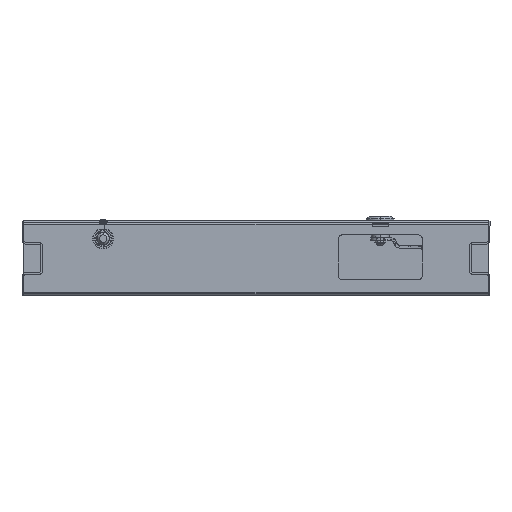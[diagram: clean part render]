
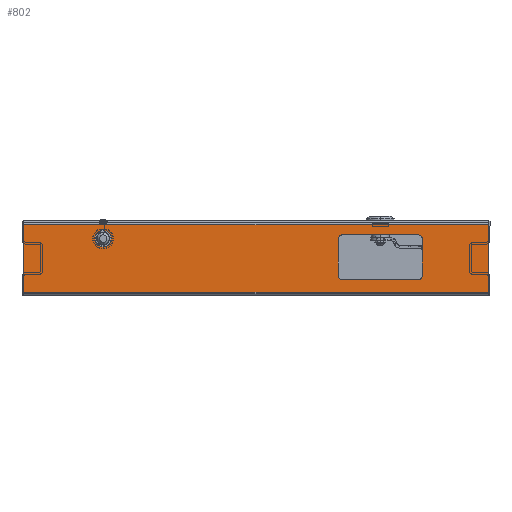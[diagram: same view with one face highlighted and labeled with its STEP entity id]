
A CAD part, front view. The second image highlights one B-rep face of the part: STEP entity #802.
In plain terms, the highlighted planar face has unit normal (0, -1, 0).
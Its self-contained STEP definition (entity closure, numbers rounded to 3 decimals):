
#513 = DIRECTION ( 'NONE',  ( 1., 0., 0. ) ) ;
#580 = AXIS2_PLACEMENT_3D ( 'NONE', #59985, #27885, #18109 ) ;
#802 = ADVANCED_FACE ( 'NONE', ( #1479, #28058, #25587 ), #64444, .T. ) ;
#942 = VERTEX_POINT ( 'NONE', #44185 ) ;
#1154 = DIRECTION ( 'NONE',  ( 1., 0., 0. ) ) ;
#1419 = CARTESIAN_POINT ( 'NONE',  ( 40., 0., -495. ) ) ;
#1479 = FACE_BOUND ( 'NONE', #26173, .T. ) ;
#1839 = LINE ( 'NONE', #59283, #56719 ) ;
#2166 = DIRECTION ( 'NONE',  ( 1., 0., 0. ) ) ;
#3405 = LINE ( 'NONE', #48311, #31654 ) ;
#3455 = DIRECTION ( 'NONE',  ( 0., -1., 0. ) ) ;
#4541 = EDGE_CURVE ( 'NONE', #42672, #10455, #35128, .T. ) ;
#5615 = CARTESIAN_POINT ( 'NONE',  ( 12., 0., -84.5 ) ) ;
#6750 = ORIENTED_EDGE ( 'NONE', *, *, #27725, .F. ) ;
#6907 = EDGE_CURVE ( 'NONE', #29973, #13314, #30594, .T. ) ;
#6939 = AXIS2_PLACEMENT_3D ( 'NONE', #7946, #17503, #2166 ) ;
#7065 = EDGE_CURVE ( 'NONE', #43881, #50844, #49666, .T. ) ;
#7083 = EDGE_CURVE ( 'NONE', #942, #53733, #35535, .T. ) ;
#7112 = CARTESIAN_POINT ( 'NONE',  ( -18., 0., -335. ) ) ;
#7946 = CARTESIAN_POINT ( 'NONE',  ( 21., 0., -84.5 ) ) ;
#8057 = DIRECTION ( 'NONE',  ( 1., 0., 0. ) ) ;
#8847 = CARTESIAN_POINT ( 'NONE',  ( -23., 0., -420. ) ) ;
#10149 = CIRCLE ( 'NONE', #56976, 5. ) ;
#10455 = VERTEX_POINT ( 'NONE', #39388 ) ;
#10463 = DIRECTION ( 'NONE',  ( 1., 0., 0. ) ) ;
#11878 = CARTESIAN_POINT ( 'NONE',  ( -23., 0., -340. ) ) ;
#13314 = VERTEX_POINT ( 'NONE', #8847 ) ;
#15763 = DIRECTION ( 'NONE',  ( 1., 0., 0. ) ) ;
#16273 = DIRECTION ( 'NONE',  ( 0., 0., 1. ) ) ;
#17039 = ORIENTED_EDGE ( 'NONE', *, *, #53445, .F. ) ;
#17088 = VECTOR ( 'NONE', #51316, 1000. ) ;
#17137 = ORIENTED_EDGE ( 'NONE', *, *, #39748, .F. ) ;
#17503 = DIRECTION ( 'NONE',  ( 0., -1., 0. ) ) ;
#17937 = ORIENTED_EDGE ( 'NONE', *, *, #36677, .F. ) ;
#18109 = DIRECTION ( 'NONE',  ( -1., 0., 0. ) ) ;
#18512 = CARTESIAN_POINT ( 'NONE',  ( 21., 0., -84.5 ) ) ;
#19212 = DIRECTION ( 'NONE',  ( 1., 0., 0. ) ) ;
#19726 = CARTESIAN_POINT ( 'NONE',  ( -36., 0., -495. ) ) ;
#20150 = AXIS2_PLACEMENT_3D ( 'NONE', #1419, #38134, #513 ) ;
#21110 = ORIENTED_EDGE ( 'NONE', *, *, #67218, .F. ) ;
#21618 = AXIS2_PLACEMENT_3D ( 'NONE', #18512, #3455, #8057 ) ;
#21652 = CIRCLE ( 'NONE', #21618, 9. ) ;
#23108 = VERTEX_POINT ( 'NONE', #19726 ) ;
#23207 = EDGE_CURVE ( 'NONE', #29450, #50844, #3405, .T. ) ;
#24860 = DIRECTION ( 'NONE',  ( 1., 0., 0. ) ) ;
#25586 = ORIENTED_EDGE ( 'NONE', *, *, #23207, .F. ) ;
#25587 = FACE_OUTER_BOUND ( 'NONE', #26020, .T. ) ;
#25656 = VERTEX_POINT ( 'NONE', #5615 ) ;
#26020 = EDGE_LOOP ( 'NONE', ( #25586, #53676, #56718, #43936 ) ) ;
#26173 = EDGE_LOOP ( 'NONE', ( #21110, #33153 ) ) ;
#27725 = EDGE_CURVE ( 'NONE', #13314, #942, #37860, .T. ) ;
#27885 = DIRECTION ( 'NONE',  ( 0., -1., 0. ) ) ;
#28058 = FACE_BOUND ( 'NONE', #30388, .T. ) ;
#29450 = VERTEX_POINT ( 'NONE', #60081 ) ;
#29973 = VERTEX_POINT ( 'NONE', #11878 ) ;
#30388 = EDGE_LOOP ( 'NONE', ( #6750, #59268, #17137, #17937, #60513, #61263, #17039, #41937 ) ) ;
#30594 = LINE ( 'NONE', #44959, #33927 ) ;
#30702 = EDGE_CURVE ( 'NONE', #25656, #35276, #21652, .T. ) ;
#31458 = LINE ( 'NONE', #7112, #52282 ) ;
#31654 = VECTOR ( 'NONE', #15763, 1000. ) ;
#32012 = EDGE_CURVE ( 'NONE', #23108, #29450, #45389, .T. ) ;
#32401 = CARTESIAN_POINT ( 'NONE',  ( 36., 0., -495. ) ) ;
#33153 = ORIENTED_EDGE ( 'NONE', *, *, #30702, .F. ) ;
#33169 = CARTESIAN_POINT ( 'NONE',  ( 40., 0., -495. ) ) ;
#33793 = DIRECTION ( 'NONE',  ( 0., 0., -1. ) ) ;
#33927 = VECTOR ( 'NONE', #33793, 1000. ) ;
#34930 = CARTESIAN_POINT ( 'NONE',  ( -18., 0., -425. ) ) ;
#35128 = CIRCLE ( 'NONE', #63553, 5. ) ;
#35276 = VERTEX_POINT ( 'NONE', #59548 ) ;
#35535 = LINE ( 'NONE', #34930, #58040 ) ;
#36229 = VECTOR ( 'NONE', #19212, 1000. ) ;
#36677 = EDGE_CURVE ( 'NONE', #10455, #44953, #31458, .T. ) ;
#37860 = CIRCLE ( 'NONE', #580, 5. ) ;
#38134 = DIRECTION ( 'NONE',  ( 0., -1., 0. ) ) ;
#39388 = CARTESIAN_POINT ( 'NONE',  ( 20., 0., -335. ) ) ;
#39748 = EDGE_CURVE ( 'NONE', #44953, #29973, #63827, .T. ) ;
#40683 = CARTESIAN_POINT ( 'NONE',  ( 20., 0., -340. ) ) ;
#40752 = CARTESIAN_POINT ( 'NONE',  ( 36., 0., -495. ) ) ;
#41937 = ORIENTED_EDGE ( 'NONE', *, *, #7083, .F. ) ;
#42217 = VECTOR ( 'NONE', #61478, 1000. ) ;
#42672 = VERTEX_POINT ( 'NONE', #62822 ) ;
#43881 = VERTEX_POINT ( 'NONE', #32401 ) ;
#43936 = ORIENTED_EDGE ( 'NONE', *, *, #7065, .T. ) ;
#44185 = CARTESIAN_POINT ( 'NONE',  ( -18., 0., -425. ) ) ;
#44574 = LINE ( 'NONE', #33169, #36229 ) ;
#44953 = VERTEX_POINT ( 'NONE', #51572 ) ;
#44959 = CARTESIAN_POINT ( 'NONE',  ( -23., 0., -420. ) ) ;
#45298 = CIRCLE ( 'NONE', #6939, 9. ) ;
#45389 = LINE ( 'NONE', #45985, #17088 ) ;
#45985 = CARTESIAN_POINT ( 'NONE',  ( -36., 0., -495. ) ) ;
#46032 = DIRECTION ( 'NONE',  ( 0., -1., 0. ) ) ;
#48311 = CARTESIAN_POINT ( 'NONE',  ( 40., 0., 0. ) ) ;
#49259 = DIRECTION ( 'NONE',  ( 0., -1., 0. ) ) ;
#49666 = LINE ( 'NONE', #40752, #42217 ) ;
#50538 = DIRECTION ( 'NONE',  ( -1., 0., 0. ) ) ;
#50844 = VERTEX_POINT ( 'NONE', #61144 ) ;
#51316 = DIRECTION ( 'NONE',  ( 0., 0., 1. ) ) ;
#51492 = EDGE_CURVE ( 'NONE', #23108, #43881, #44574, .T. ) ;
#51572 = CARTESIAN_POINT ( 'NONE',  ( -18., 0., -335. ) ) ;
#52282 = VECTOR ( 'NONE', #50538, 1000. ) ;
#53445 = EDGE_CURVE ( 'NONE', #53733, #60943, #10149, .T. ) ;
#53660 = EDGE_CURVE ( 'NONE', #60943, #42672, #1839, .T. ) ;
#53676 = ORIENTED_EDGE ( 'NONE', *, *, #32012, .F. ) ;
#53733 = VERTEX_POINT ( 'NONE', #60667 ) ;
#56089 = DIRECTION ( 'NONE',  ( 1., 0., 0. ) ) ;
#56718 = ORIENTED_EDGE ( 'NONE', *, *, #51492, .T. ) ;
#56719 = VECTOR ( 'NONE', #16273, 1000. ) ;
#56976 = AXIS2_PLACEMENT_3D ( 'NONE', #57196, #67941, #10463 ) ;
#57196 = CARTESIAN_POINT ( 'NONE',  ( 20., 0., -420. ) ) ;
#58040 = VECTOR ( 'NONE', #56089, 1000. ) ;
#59268 = ORIENTED_EDGE ( 'NONE', *, *, #6907, .F. ) ;
#59283 = CARTESIAN_POINT ( 'NONE',  ( 25., 0., -420. ) ) ;
#59485 = CARTESIAN_POINT ( 'NONE',  ( -18., 0., -340. ) ) ;
#59548 = CARTESIAN_POINT ( 'NONE',  ( 30., 0., -84.5 ) ) ;
#59985 = CARTESIAN_POINT ( 'NONE',  ( -18., 0., -420. ) ) ;
#60081 = CARTESIAN_POINT ( 'NONE',  ( -36., 0., 0. ) ) ;
#60513 = ORIENTED_EDGE ( 'NONE', *, *, #4541, .F. ) ;
#60667 = CARTESIAN_POINT ( 'NONE',  ( 20., 0., -425. ) ) ;
#60943 = VERTEX_POINT ( 'NONE', #61432 ) ;
#61144 = CARTESIAN_POINT ( 'NONE',  ( 36., 0., 0. ) ) ;
#61263 = ORIENTED_EDGE ( 'NONE', *, *, #53660, .F. ) ;
#61432 = CARTESIAN_POINT ( 'NONE',  ( 25., 0., -420. ) ) ;
#61478 = DIRECTION ( 'NONE',  ( 0., 0., 1. ) ) ;
#62822 = CARTESIAN_POINT ( 'NONE',  ( 25., 0., -340. ) ) ;
#63553 = AXIS2_PLACEMENT_3D ( 'NONE', #40683, #46032, #24860 ) ;
#63827 = CIRCLE ( 'NONE', #68437, 5. ) ;
#64444 = PLANE ( 'NONE',  #20150 ) ;
#67218 = EDGE_CURVE ( 'NONE', #35276, #25656, #45298, .T. ) ;
#67941 = DIRECTION ( 'NONE',  ( 0., -1., 0. ) ) ;
#68437 = AXIS2_PLACEMENT_3D ( 'NONE', #59485, #49259, #1154 ) ;
